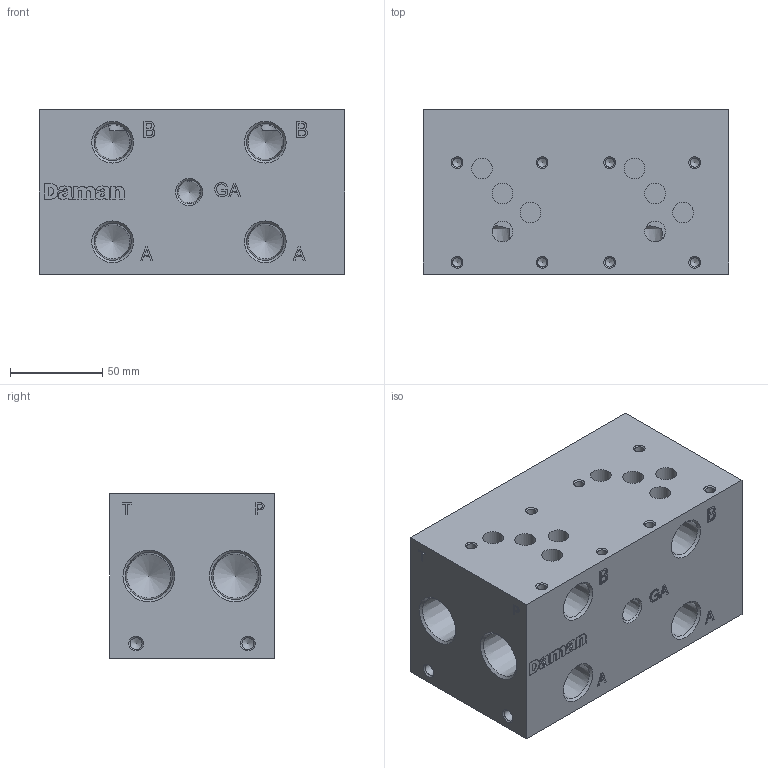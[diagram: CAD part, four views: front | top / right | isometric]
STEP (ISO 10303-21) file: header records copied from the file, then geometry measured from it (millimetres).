
FILE_DESCRIPTION( ( 'STEP AP214' ), ' ' );
FILE_NAME( 'AD05P023P_S.stp', '2018-05-10T03:12:30', ( '' ), ( '' ), ' ', 'PARTsolutions', ' ' );
FILE_SCHEMA( ( 'AUTOMOTIVE_DESIGN { 1 0 10303 214 1 1 1 1 }' ) );
Length unit declared in the file: inch
Products named in the file (1): _AD05P023P/S
Bounding box: 165.1 x 88.9 x 88.9 mm (x, y, z)
Volume: 1183560.6 mm3; surface area: 98643.2 mm2
Topology: 1 solids, 1 shells, 333 faces, 856 edges, 558 vertices
Faces by surface type: plane 201, cylinder 77, cone 55
Full cylindrical faces by diameter (mm): 4.976 x8, 6.411 x4, 11.201 x8, 22.25 x1, 23.749 x1, 26.213 x1, 27.407 x1
Entity records: 12187 total; most frequent: CARTESIAN_POINT 1717, DIRECTION 1597, ORIENTED_EDGE 1484, EDGE_CURVE 742, VERTEX_POINT 545, LINE 539, VECTOR 539, AXIS2_PLACEMENT_3D 529
